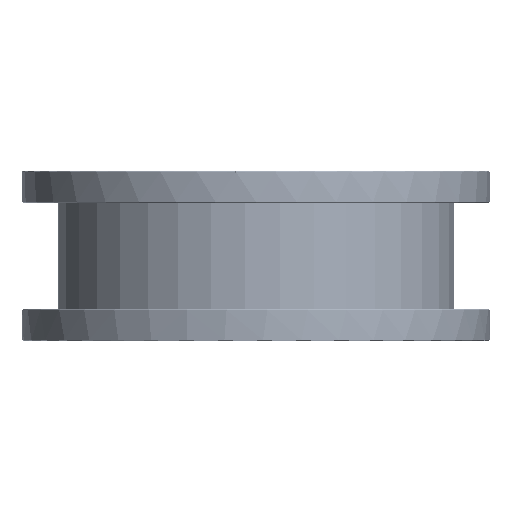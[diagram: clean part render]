
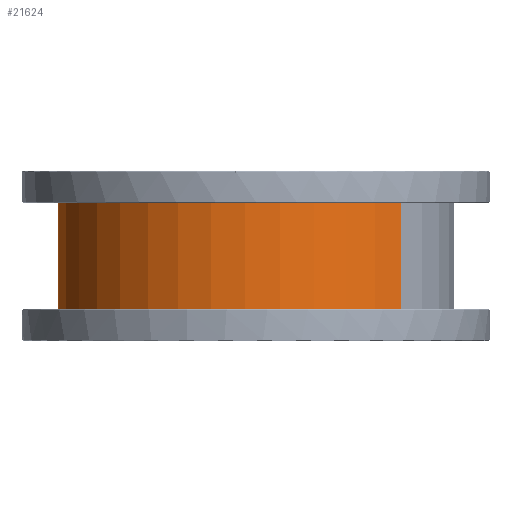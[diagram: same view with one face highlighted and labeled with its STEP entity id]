
A CAD part, front view. The second image highlights one B-rep face of the part: STEP entity #21624.
In plain terms, the highlighted cylindrical face has radius 177.8 mm (diameter 355.6 mm), a partial arc.
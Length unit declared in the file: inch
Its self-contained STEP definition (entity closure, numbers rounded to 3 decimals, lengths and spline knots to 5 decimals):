
#3147 = EDGE_CURVE ( 'NONE', #46209, #21423, #75496, .T. ) ;
#5010 = FACE_OUTER_BOUND ( 'NONE', #12134, .T. ) ;
#8397 = LINE ( 'NONE', #48074, #76599 ) ;
#12044 = CARTESIAN_POINT ( 'NONE',  ( 0., 0., -2.5 ) ) ;
#12134 = EDGE_LOOP ( 'NONE', ( #15606, #15761, #13702, #27010 ) ) ;
#13702 = ORIENTED_EDGE ( 'NONE', *, *, #17560, .T. ) ;
#15606 = ORIENTED_EDGE ( 'NONE', *, *, #15730, .F. ) ;
#15730 = EDGE_CURVE ( 'NONE', #21423, #41559, #8397, .T. ) ;
#15761 = ORIENTED_EDGE ( 'NONE', *, *, #3147, .F. ) ;
#17560 = EDGE_CURVE ( 'NONE', #46209, #56885, #62745, .T. ) ;
#18505 = DIRECTION ( 'NONE',  ( 1., 0., 0. ) ) ;
#20857 = DIRECTION ( 'NONE',  ( 0., 0., 1. ) ) ;
#21423 = VERTEX_POINT ( 'NONE', #78154 ) ;
#21624 = ADVANCED_FACE ( 'NONE', ( #5010 ), #81235, .T. ) ;
#21970 = CARTESIAN_POINT ( 'NONE',  ( 0., 0., 2.5 ) ) ;
#27010 = ORIENTED_EDGE ( 'NONE', *, *, #63466, .T. ) ;
#38298 = AXIS2_PLACEMENT_3D ( 'NONE', #21970, #20857, #64980 ) ;
#38953 = CARTESIAN_POINT ( 'NONE',  ( 7., 0., -2.5 ) ) ;
#41559 = VERTEX_POINT ( 'NONE', #38953 ) ;
#41773 = VECTOR ( 'NONE', #50954, 39.37008 ) ;
#43469 = CIRCLE ( 'NONE', #45897, 7. ) ;
#45897 = AXIS2_PLACEMENT_3D ( 'NONE', #12044, #57077, #18505 ) ;
#46209 = VERTEX_POINT ( 'NONE', #70678 ) ;
#48005 = DIRECTION ( 'NONE',  ( 0., 0., -1. ) ) ;
#48074 = CARTESIAN_POINT ( 'NONE',  ( 7., 0., 2.5 ) ) ;
#50954 = DIRECTION ( 'NONE',  ( 0., 0., -1. ) ) ;
#51214 = CARTESIAN_POINT ( 'NONE',  ( -7., 0., 2.5 ) ) ;
#56885 = VERTEX_POINT ( 'NONE', #56893 ) ;
#56893 = CARTESIAN_POINT ( 'NONE',  ( -7., 0., -2.5 ) ) ;
#57077 = DIRECTION ( 'NONE',  ( 0., 0., 1. ) ) ;
#62745 = LINE ( 'NONE', #51214, #41773 ) ;
#63466 = EDGE_CURVE ( 'NONE', #56885, #41559, #43469, .T. ) ;
#63720 = AXIS2_PLACEMENT_3D ( 'NONE', #72219, #72437, #71392 ) ;
#64980 = DIRECTION ( 'NONE',  ( 1., 0., 0. ) ) ;
#70678 = CARTESIAN_POINT ( 'NONE',  ( -7., 0., 2.5 ) ) ;
#71392 = DIRECTION ( 'NONE',  ( -1., 0., 0. ) ) ;
#72219 = CARTESIAN_POINT ( 'NONE',  ( 0., 0., 2.5 ) ) ;
#72437 = DIRECTION ( 'NONE',  ( 0., 0., -1. ) ) ;
#75496 = CIRCLE ( 'NONE', #38298, 7. ) ;
#76599 = VECTOR ( 'NONE', #48005, 39.37008 ) ;
#78154 = CARTESIAN_POINT ( 'NONE',  ( 7., 0., 2.5 ) ) ;
#81235 = CYLINDRICAL_SURFACE ( 'NONE', #63720, 7. ) ;
